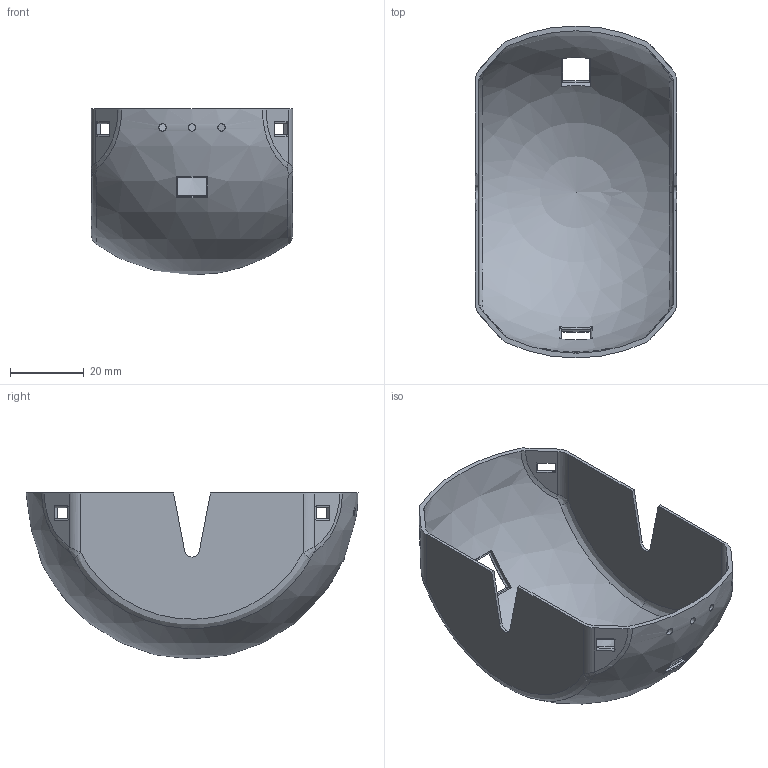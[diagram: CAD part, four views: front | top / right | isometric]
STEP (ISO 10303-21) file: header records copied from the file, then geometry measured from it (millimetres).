
FILE_DESCRIPTION(('FreeCAD Model'),'2;1');
FILE_NAME('Open CASCADE Shape Model','2025-05-03T07:11:39',(''),(''), 'Open CASCADE STEP processor 7.6','FreeCAD','Unknown');
FILE_SCHEMA(('AUTOMOTIVE_DESIGN { 1 0 10303 214 1 1 1 1 }'));
Length unit declared in the file: millimetre
Products named in the file (1): cover_b002
Bounding box: 54.59 x 90.02 x 45.01 mm (x, y, z)
Volume: 12447.4 mm3; surface area: 22219 mm2
Topology: 1 solids, 1 shells, 115 faces, 333 edges, 216 vertices
Faces by surface type: plane 50, bspline 38, cylinder 21, extrusion 4, sphere 2
Full cylindrical faces by diameter (mm): 2 x3
Entity records: 9152 total; most frequent: CARTESIAN_POINT 6562, ORIENTED_EDGE 658, DIRECTION 377, EDGE_CURVE 329, VERTEX_POINT 216, VECTOR 153, LINE 149, FACE_BOUND 133
